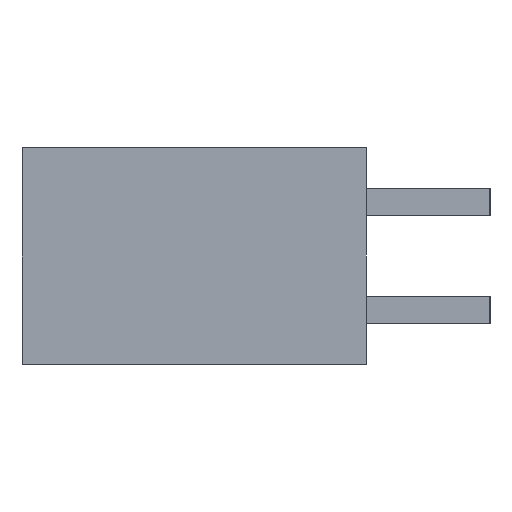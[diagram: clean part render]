
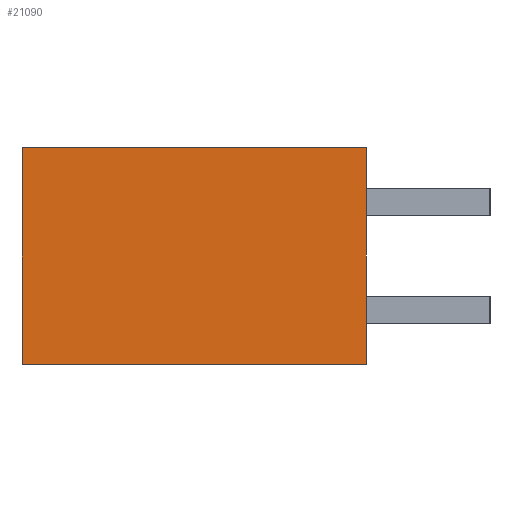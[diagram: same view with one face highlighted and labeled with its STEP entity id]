
A CAD part, left-side view. The second image highlights one B-rep face of the part: STEP entity #21090.
In plain terms, the highlighted planar face has unit normal (-1, 0, 0).
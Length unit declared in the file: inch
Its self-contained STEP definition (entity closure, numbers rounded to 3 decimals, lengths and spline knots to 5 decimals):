
#285 = VECTOR ( 'NONE', #358, 39.37008 ) ;
#286 = CARTESIAN_POINT ( 'NONE',  ( -0.00585, 0.235, 0.15748 ) ) ;
#287 = LINE ( 'NONE', #286, #285 ) ;
#349 = DIRECTION ( 'NONE',  ( 0., -1., 0. ) ) ;
#350 = VECTOR ( 'NONE', #349, 39.37008 ) ;
#351 = CARTESIAN_POINT ( 'NONE',  ( -0.00585, 0.235, 0.15748 ) ) ;
#352 = LINE ( 'NONE', #351, #350 ) ;
#358 = DIRECTION ( 'NONE',  ( 0., 0., 1. ) ) ;
#362 = CARTESIAN_POINT ( 'NONE',  ( -0.00585, 0.235, 0.15748 ) ) ;
#2001 = DIRECTION ( 'NONE',  ( 0., 0., -1. ) ) ;
#2002 = VECTOR ( 'NONE', #2001, 39.37008 ) ;
#2003 = CARTESIAN_POINT ( 'NONE',  ( -0.00585, -0.015, 0. ) ) ;
#2004 = LINE ( 'NONE', #2003, #2002 ) ;
#2034 = CARTESIAN_POINT ( 'NONE',  ( -0.00585, -0.015, 0.15748 ) ) ;
#2146 = CARTESIAN_POINT ( 'NONE',  ( -0.00585, 0.235, 0. ) ) ;
#2208 = DIRECTION ( 'NONE',  ( 0., 1., 0. ) ) ;
#2209 = VECTOR ( 'NONE', #2208, 39.37008 ) ;
#2210 = CARTESIAN_POINT ( 'NONE',  ( -0.00585, 0.235, 0. ) ) ;
#2211 = LINE ( 'NONE', #2210, #2209 ) ;
#12283 = FACE_OUTER_BOUND ( 'NONE', #21091, .T. ) ;
#12314 = PLANE ( 'NONE',  #12451 ) ;
#12448 = DIRECTION ( 'NONE',  ( 0., 0., 1. ) ) ;
#12449 = DIRECTION ( 'NONE',  ( -1., 0., 0. ) ) ;
#12450 = CARTESIAN_POINT ( 'NONE',  ( -0.00585, -0.015, 0. ) ) ;
#12451 = AXIS2_PLACEMENT_3D ( 'NONE', #12450, #12449, #12448 ) ;
#17022 = VERTEX_POINT ( 'NONE', #23703 ) ;
#17695 = EDGE_CURVE ( 'NONE', #18189, #17712, #287, .T. ) ;
#17702 = EDGE_CURVE ( 'NONE', #17712, #18181, #352, .T. ) ;
#17712 = VERTEX_POINT ( 'NONE', #362 ) ;
#18158 = EDGE_CURVE ( 'NONE', #18181, #17022, #2004, .T. ) ;
#18181 = VERTEX_POINT ( 'NONE', #2034 ) ;
#18189 = VERTEX_POINT ( 'NONE', #2146 ) ;
#18296 = EDGE_CURVE ( 'NONE', #17022, #18189, #2211, .T. ) ;
#20994 = ORIENTED_EDGE ( 'NONE', *, *, #18296, .F. ) ;
#21049 = ORIENTED_EDGE ( 'NONE', *, *, #18158, .F. ) ;
#21050 = ORIENTED_EDGE ( 'NONE', *, *, #17702, .F. ) ;
#21051 = ORIENTED_EDGE ( 'NONE', *, *, #17695, .F. ) ;
#21090 = ADVANCED_FACE ( 'NONE', ( #12283 ), #12314, .T. ) ;
#21091 = EDGE_LOOP ( 'NONE', ( #20994, #21049, #21050, #21051 ) ) ;
#23703 = CARTESIAN_POINT ( 'NONE',  ( -0.00585, -0.015, 0. ) ) ;
